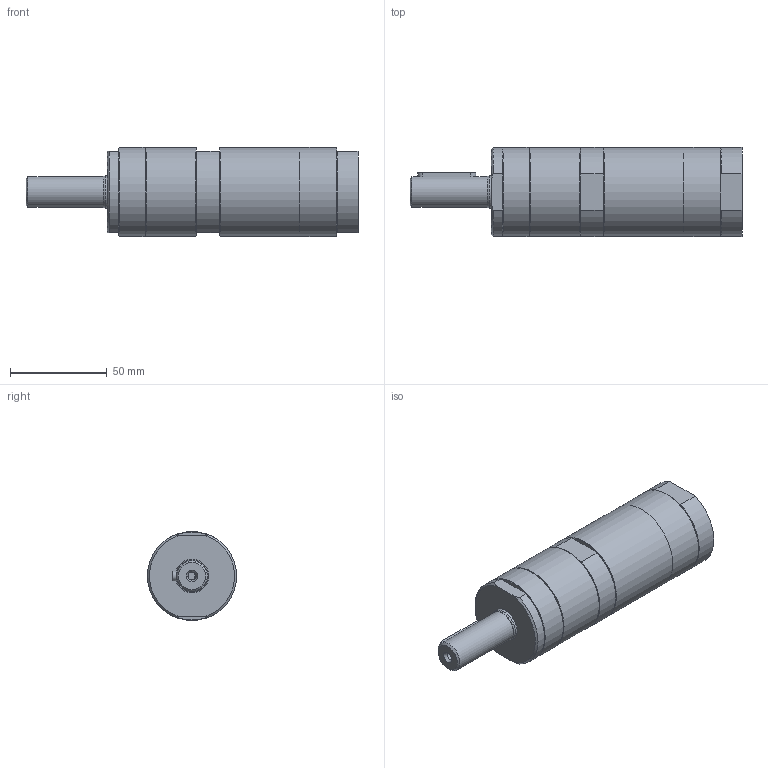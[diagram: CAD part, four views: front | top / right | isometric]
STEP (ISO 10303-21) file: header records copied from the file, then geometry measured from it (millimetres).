
FILE_DESCRIPTION(/* description */ (''),/* implementation_level */ '2;1');
FILE_NAME(/* name */ 'MRD 65-1300_60024587_214.stp',/* time_stamp */ '2020-05-07T12:17:23+02:00',/* author */ ('IBasyouni'),/* organization */ (''),/* preprocessor_version */ 'ST-DEVELOPER v17',/* originating_system */ 'Autodesk Inventor 2018',/* authorisation */ '');
FILE_SCHEMA (('AUTOMOTIVE_DESIGN { 1 0 10303 214 3 1 1 }'));
Length unit declared in the file: millimetre
Products named in the file (1): MRD 65-1300_60024587
Bounding box: 171.5 x 46 x 46 mm (x, y, z)
Volume: 214911.3 mm3; surface area: 28258.1 mm2
Topology: 1 solids, 3 shells, 175 faces, 453 edges, 300 vertices
Faces by surface type: plane 106, cylinder 37, cone 25, bspline 7
Full cylindrical faces by diameter (mm): 2.8 x1, 4 x1, 4.134 x1, 11.445 x2, 16 x1, 16.95 x1, 17.5 x1, 18.631 x1, 40 x1, 46 x4
Entity records: 5616 total; most frequent: CARTESIAN_POINT 1115, ORIENTED_EDGE 900, DIRECTION 879, EDGE_CURVE 450, AXIS2_PLACEMENT_3D 308, VERTEX_POINT 300, LINE 263, VECTOR 263
